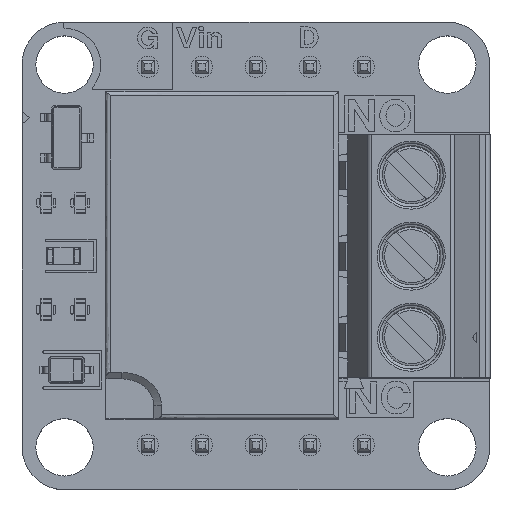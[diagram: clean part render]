
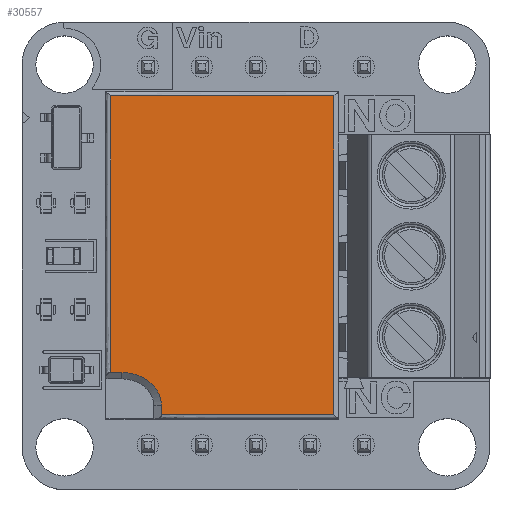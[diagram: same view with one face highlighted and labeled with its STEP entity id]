
A CAD part, top view. The second image highlights one B-rep face of the part: STEP entity #30557.
In plain terms, the highlighted free-form (B-spline) face has degree [1, 1] with [2, 2] control points.
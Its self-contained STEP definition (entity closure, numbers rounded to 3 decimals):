
#29983 = VERTEX_POINT('',#29984);
#29984 = CARTESIAN_POINT('',(6.675,1.15,10.));
#29990 = EDGE_CURVE('',#29983,#29991,#29993,.T.);
#29991 = VERTEX_POINT('',#29992);
#29992 = CARTESIAN_POINT('',(6.675,0.713,10.));
#29993 = B_SPLINE_CURVE_WITH_KNOTS('',1,(#29994,#29995),.UNSPECIFIED.,
  .F.,.F.,(2,2),(0.15,0.5),.PIECEWISE_BEZIER_KNOTS.);
#29994 = CARTESIAN_POINT('',(6.675,1.15,10.));
#29995 = CARTESIAN_POINT('',(6.675,0.713,10.));
#30020 = VERTEX_POINT('',#30021);
#30021 = CARTESIAN_POINT('',(-1.44,1.15,10.));
#30027 = EDGE_CURVE('',#29983,#30020,#30028,.T.);
#30028 = B_SPLINE_CURVE_WITH_KNOTS('',1,(#30029,#30030),.UNSPECIFIED.,
  .F.,.F.,(2,2),(0.,5.41),.PIECEWISE_BEZIER_KNOTS.);
#30029 = CARTESIAN_POINT('',(6.675,1.15,10.));
#30030 = CARTESIAN_POINT('',(-1.44,1.15,10.));
#30557 = ADVANCED_FACE('',(#30558),#30596,.F.);
#30558 = FACE_BOUND('',#30559,.T.);
#30559 = EDGE_LOOP('',(#30560,#30569,#30575,#30576,#30577,#30584,#30591)
  );
#30560 = ORIENTED_EDGE('',*,*,#30561,.F.);
#30561 = EDGE_CURVE('',#30562,#30564,#30566,.T.);
#30562 = VERTEX_POINT('',#30563);
#30563 = CARTESIAN_POINT('',(8.535,-0.837,10.));
#30564 = VERTEX_POINT('',#30565);
#30565 = CARTESIAN_POINT('',(9.06,-0.837,10.));
#30566 = B_SPLINE_CURVE_WITH_KNOTS('',1,(#30567,#30568),.UNSPECIFIED.,
  .F.,.F.,(2,2),(0.,0.35),
  .PIECEWISE_BEZIER_KNOTS.);
#30567 = CARTESIAN_POINT('',(8.535,-0.837,10.));
#30568 = CARTESIAN_POINT('',(9.06,-0.837,10.));
#30569 = ORIENTED_EDGE('',*,*,#30570,.F.);
#30570 = EDGE_CURVE('',#29991,#30562,#30571,.T.);
#30571 = ( BOUNDED_CURVE() B_SPLINE_CURVE(2,(#30572,#30573,#30574),
.UNSPECIFIED.,.F.,.F.) B_SPLINE_CURVE_WITH_KNOTS((3,3),(0.,1.571
),.PIECEWISE_BEZIER_KNOTS.) CURVE() GEOMETRIC_REPRESENTATION_ITEM() 
RATIONAL_B_SPLINE_CURVE((1.,0.707,1.)) REPRESENTATION_ITEM('') 
  );
#30572 = CARTESIAN_POINT('',(6.675,0.713,10.));
#30573 = CARTESIAN_POINT('',(6.675,-0.838,10.));
#30574 = CARTESIAN_POINT('',(8.535,-0.837,10.));
#30575 = ORIENTED_EDGE('',*,*,#29990,.F.);
#30576 = ORIENTED_EDGE('',*,*,#30027,.T.);
#30577 = ORIENTED_EDGE('',*,*,#30578,.T.);
#30578 = EDGE_CURVE('',#30020,#30579,#30581,.T.);
#30579 = VERTEX_POINT('',#30580);
#30580 = CARTESIAN_POINT('',(-1.44,-13.85,10.));
#30581 = B_SPLINE_CURVE_WITH_KNOTS('',1,(#30582,#30583),.UNSPECIFIED.,
  .F.,.F.,(2,2),(0.15,12.15),.PIECEWISE_BEZIER_KNOTS.);
#30582 = CARTESIAN_POINT('',(-1.44,1.15,10.));
#30583 = CARTESIAN_POINT('',(-1.44,-13.85,10.));
#30584 = ORIENTED_EDGE('',*,*,#30585,.T.);
#30585 = EDGE_CURVE('',#30579,#30586,#30588,.T.);
#30586 = VERTEX_POINT('',#30587);
#30587 = CARTESIAN_POINT('',(9.06,-13.85,10.));
#30588 = B_SPLINE_CURVE_WITH_KNOTS('',1,(#30589,#30590),.UNSPECIFIED.,
  .F.,.F.,(2,2),(0.15,7.15),.PIECEWISE_BEZIER_KNOTS.);
#30589 = CARTESIAN_POINT('',(-1.44,-13.85,10.));
#30590 = CARTESIAN_POINT('',(9.06,-13.85,10.));
#30591 = ORIENTED_EDGE('',*,*,#30592,.T.);
#30592 = EDGE_CURVE('',#30586,#30564,#30593,.T.);
#30593 = B_SPLINE_CURVE_WITH_KNOTS('',1,(#30594,#30595),.UNSPECIFIED.,
  .F.,.F.,(2,2),(0.15,10.56),.PIECEWISE_BEZIER_KNOTS.);
#30594 = CARTESIAN_POINT('',(9.06,-13.85,10.));
#30595 = CARTESIAN_POINT('',(9.06,-0.837,10.));
#30596 = B_SPLINE_SURFACE_WITH_KNOTS('',1,1,(
    (#30597,#30598)
    ,(#30599,#30600
    )),.UNSPECIFIED.,.F.,.F.,.F.,(2,2),(2,2),(-7.15,-0.15),(-12.15,-0.15
    ),.PIECEWISE_BEZIER_KNOTS.);
#30597 = CARTESIAN_POINT('',(9.06,-13.85,10.));
#30598 = CARTESIAN_POINT('',(9.06,1.15,10.));
#30599 = CARTESIAN_POINT('',(-1.44,-13.85,10.));
#30600 = CARTESIAN_POINT('',(-1.44,1.15,10.));
